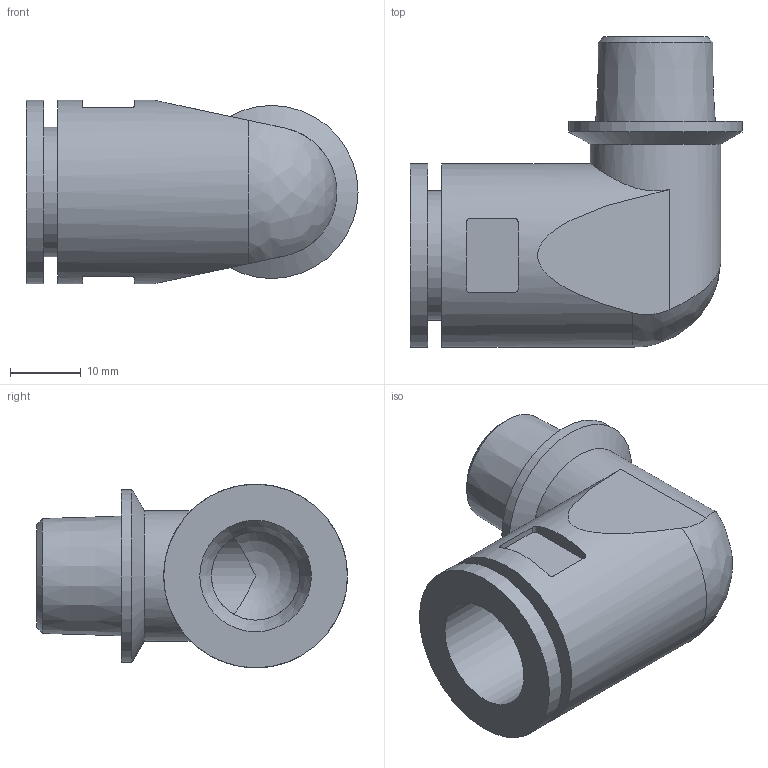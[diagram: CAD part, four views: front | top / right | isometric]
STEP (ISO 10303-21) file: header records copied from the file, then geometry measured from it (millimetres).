
FILE_DESCRIPTION( ( 'STEP AP203' ), '1' );
FILE_NAME( 'FLEXA RQW-N 5020.057.204.stp', '2020-03-27T13:37:58', ( 'License CC BY-ND 4.0' ), ( 'CADENAS' ), ' ', 'PARTsolutions', ' ' );
FILE_SCHEMA( ( 'CONFIG_CONTROL_DESIGN' ) );
Length unit declared in the file: millimetre
Products named in the file (1): _FLEXA RQW-N 5020.057.204
Bounding box: 47 x 44 x 26 mm (x, y, z)
Volume: 14784.8 mm3; surface area: 8687.9 mm2
Topology: 1 solids, 1 shells, 39 faces, 98 edges, 64 vertices
Faces by surface type: plane 17, cylinder 16, cone 4, bspline 1, sphere 1
Full cylindrical faces by diameter (mm): 12.5 x2, 15.8 x1, 18.3 x1, 18.5 x1, 24.5 x1, 26 x2
Entity records: 1279 total; most frequent: CARTESIAN_POINT 379, DIRECTION 178, ORIENTED_EDGE 160, EDGE_CURVE 80, AXIS2_PLACEMENT_3D 74, VERTEX_POINT 59, EDGE_LOOP 57, FACE_OUTER_BOUND 46
